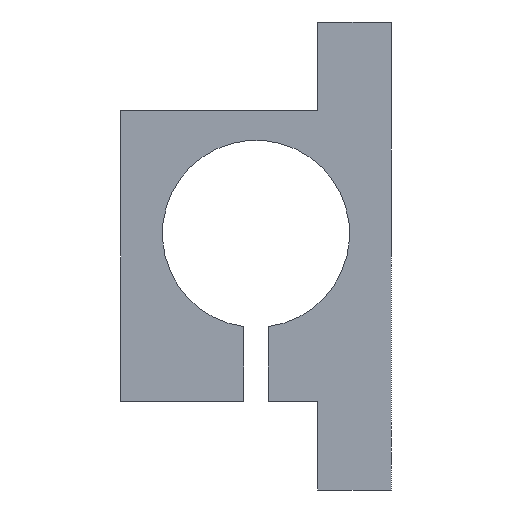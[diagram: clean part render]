
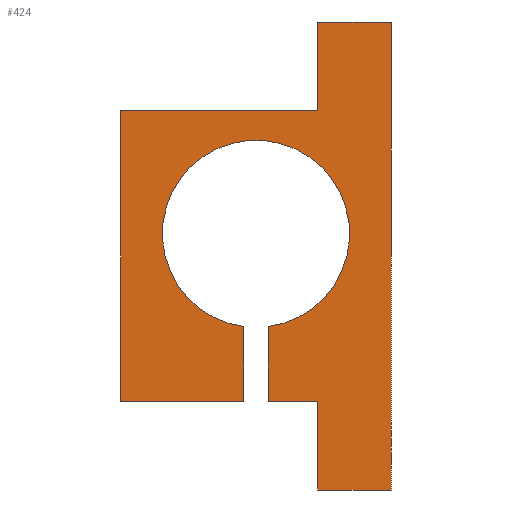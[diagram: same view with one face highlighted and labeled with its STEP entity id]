
A CAD part, left-side view. The second image highlights one B-rep face of the part: STEP entity #424.
In plain terms, the highlighted planar face has unit normal (-1, 0, 0).
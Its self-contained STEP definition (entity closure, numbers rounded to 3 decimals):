
#6 = EDGE_CURVE ( 'NONE', #557, #70, #624, .T. ) ;
#10 = CARTESIAN_POINT ( 'NONE',  ( 0., 2.5, -34. ) ) ;
#15 = CARTESIAN_POINT ( 'NONE',  ( 0., -12.5, -34. ) ) ;
#18 = ORIENTED_EDGE ( 'NONE', *, *, #886, .F. ) ;
#19 = CARTESIAN_POINT ( 'NONE',  ( 0., -27.5, -52. ) ) ;
#36 = CARTESIAN_POINT ( 'NONE',  ( 0., 27.5, -34. ) ) ;
#55 = EDGE_CURVE ( 'NONE', #398, #275, #643, .T. ) ;
#66 = ORIENTED_EDGE ( 'NONE', *, *, #82, .F. ) ;
#70 = VERTEX_POINT ( 'NONE', #194 ) ;
#80 = DIRECTION ( 'NONE',  ( -1., 0., 0. ) ) ;
#82 = EDGE_CURVE ( 'NONE', #506, #398, #321, .T. ) ;
#107 = DIRECTION ( 'NONE',  ( 0., 0., 1. ) ) ;
#126 = CARTESIAN_POINT ( 'NONE',  ( 0., -2.5, -34. ) ) ;
#127 = EDGE_CURVE ( 'NONE', #331, #506, #745, .T. ) ;
#139 = VERTEX_POINT ( 'NONE', #605 ) ;
#147 = EDGE_CURVE ( 'NONE', #275, #411, #699, .T. ) ;
#163 = ORIENTED_EDGE ( 'NONE', *, *, #147, .F. ) ;
#173 = VECTOR ( 'NONE', #319, 1000. ) ;
#181 = VECTOR ( 'NONE', #190, 1000. ) ;
#190 = DIRECTION ( 'NONE',  ( 0., -1., 0. ) ) ;
#194 = CARTESIAN_POINT ( 'NONE',  ( 0., -2.5, -18.835 ) ) ;
#198 = ORIENTED_EDGE ( 'NONE', *, *, #709, .F. ) ;
#221 = DIRECTION ( 'NONE',  ( 0., 0., 1. ) ) ;
#225 = DIRECTION ( 'NONE',  ( 0., 0., 1. ) ) ;
#247 = VECTOR ( 'NONE', #477, 1000. ) ;
#262 = CARTESIAN_POINT ( 'NONE',  ( 0., 0., 0. ) ) ;
#268 = ORIENTED_EDGE ( 'NONE', *, *, #6, .F. ) ;
#270 = CARTESIAN_POINT ( 'NONE',  ( 0., -27.5, -52. ) ) ;
#273 = CARTESIAN_POINT ( 'NONE',  ( 0., -12.5, 43. ) ) ;
#275 = VERTEX_POINT ( 'NONE', #587 ) ;
#283 = CARTESIAN_POINT ( 'NONE',  ( 0., 0., 0. ) ) ;
#284 = ORIENTED_EDGE ( 'NONE', *, *, #740, .F. ) ;
#312 = CARTESIAN_POINT ( 'NONE',  ( 0., -2.5, -18.835 ) ) ;
#319 = DIRECTION ( 'NONE',  ( 0., -1., 0. ) ) ;
#321 = LINE ( 'NONE', #883, #550 ) ;
#331 = VERTEX_POINT ( 'NONE', #663 ) ;
#333 = DIRECTION ( 'NONE',  ( 0., 1., 0. ) ) ;
#339 = CARTESIAN_POINT ( 'NONE',  ( 0., -12.5, -34. ) ) ;
#356 = LINE ( 'NONE', #126, #542 ) ;
#368 = EDGE_LOOP ( 'NONE', ( #163, #828, #66, #753, #462, #567, #18, #419, #268, #457, #284, #198 ) ) ;
#382 = VECTOR ( 'NONE', #225, 1000. ) ;
#395 = LINE ( 'NONE', #15, #382 ) ;
#398 = VERTEX_POINT ( 'NONE', #273 ) ;
#411 = VERTEX_POINT ( 'NONE', #270 ) ;
#413 = AXIS2_PLACEMENT_3D ( 'NONE', #283, #80, #760 ) ;
#417 = LINE ( 'NONE', #782, #450 ) ;
#419 = ORIENTED_EDGE ( 'NONE', *, *, #692, .F. ) ;
#424 = ADVANCED_FACE ( 'NONE', ( #766 ), #621, .F. ) ;
#433 = VERTEX_POINT ( 'NONE', #10 ) ;
#450 = VECTOR ( 'NONE', #706, 1000. ) ;
#457 = ORIENTED_EDGE ( 'NONE', *, *, #841, .F. ) ;
#458 = VECTOR ( 'NONE', #333, 1000. ) ;
#462 = ORIENTED_EDGE ( 'NONE', *, *, #657, .F. ) ;
#466 = CARTESIAN_POINT ( 'NONE',  ( 0., 2.5, -18.835 ) ) ;
#474 = LINE ( 'NONE', #19, #458 ) ;
#477 = DIRECTION ( 'NONE',  ( 0., 0., -1. ) ) ;
#483 = DIRECTION ( 'NONE',  ( 0., 1., 0. ) ) ;
#485 = CIRCLE ( 'NONE', #413, 19. ) ;
#490 = LINE ( 'NONE', #466, #247 ) ;
#501 = CARTESIAN_POINT ( 'NONE',  ( 0., -12.5, 25. ) ) ;
#506 = VERTEX_POINT ( 'NONE', #501 ) ;
#509 = DIRECTION ( 'NONE',  ( 0., 0., -1. ) ) ;
#540 = VERTEX_POINT ( 'NONE', #339 ) ;
#542 = VECTOR ( 'NONE', #483, 1000. ) ;
#550 = VECTOR ( 'NONE', #107, 1000. ) ;
#553 = VECTOR ( 'NONE', #221, 1000. ) ;
#557 = VERTEX_POINT ( 'NONE', #857 ) ;
#567 = ORIENTED_EDGE ( 'NONE', *, *, #732, .F. ) ;
#575 = LINE ( 'NONE', #36, #553 ) ;
#587 = CARTESIAN_POINT ( 'NONE',  ( 0., -27.5, 43. ) ) ;
#603 = VECTOR ( 'NONE', #665, 1000. ) ;
#605 = CARTESIAN_POINT ( 'NONE',  ( 0., 2.5, -18.835 ) ) ;
#621 = PLANE ( 'NONE',  #690 ) ;
#624 = LINE ( 'NONE', #312, #868 ) ;
#639 = CARTESIAN_POINT ( 'NONE',  ( 0., 27.5, -34. ) ) ;
#643 = LINE ( 'NONE', #670, #173 ) ;
#648 = DIRECTION ( 'NONE',  ( 0., 0., 1. ) ) ;
#656 = CARTESIAN_POINT ( 'NONE',  ( 0., 27.5, 25. ) ) ;
#657 = EDGE_CURVE ( 'NONE', #723, #331, #575, .T. ) ;
#663 = CARTESIAN_POINT ( 'NONE',  ( 0., 27.5, 25. ) ) ;
#665 = DIRECTION ( 'NONE',  ( 0., 0., -1. ) ) ;
#670 = CARTESIAN_POINT ( 'NONE',  ( 0., -12.5, 43. ) ) ;
#690 = AXIS2_PLACEMENT_3D ( 'NONE', #262, #774, #509 ) ;
#692 = EDGE_CURVE ( 'NONE', #70, #139, #485, .T. ) ;
#693 = VERTEX_POINT ( 'NONE', #703 ) ;
#699 = LINE ( 'NONE', #811, #603 ) ;
#703 = CARTESIAN_POINT ( 'NONE',  ( 0., -12.5, -52. ) ) ;
#706 = DIRECTION ( 'NONE',  ( 0., 1., 0. ) ) ;
#709 = EDGE_CURVE ( 'NONE', #411, #693, #474, .T. ) ;
#723 = VERTEX_POINT ( 'NONE', #639 ) ;
#732 = EDGE_CURVE ( 'NONE', #433, #723, #417, .T. ) ;
#740 = EDGE_CURVE ( 'NONE', #693, #540, #395, .T. ) ;
#745 = LINE ( 'NONE', #656, #181 ) ;
#753 = ORIENTED_EDGE ( 'NONE', *, *, #127, .F. ) ;
#760 = DIRECTION ( 'NONE',  ( 0., 0., -1. ) ) ;
#766 = FACE_OUTER_BOUND ( 'NONE', #368, .T. ) ;
#774 = DIRECTION ( 'NONE',  ( 1., 0., 0. ) ) ;
#782 = CARTESIAN_POINT ( 'NONE',  ( 0., 27.5, -34. ) ) ;
#811 = CARTESIAN_POINT ( 'NONE',  ( 0., -27.5, 43. ) ) ;
#828 = ORIENTED_EDGE ( 'NONE', *, *, #55, .F. ) ;
#841 = EDGE_CURVE ( 'NONE', #540, #557, #356, .T. ) ;
#857 = CARTESIAN_POINT ( 'NONE',  ( 0., -2.5, -34. ) ) ;
#868 = VECTOR ( 'NONE', #648, 1000. ) ;
#883 = CARTESIAN_POINT ( 'NONE',  ( 0., -12.5, 25. ) ) ;
#886 = EDGE_CURVE ( 'NONE', #139, #433, #490, .T. ) ;
